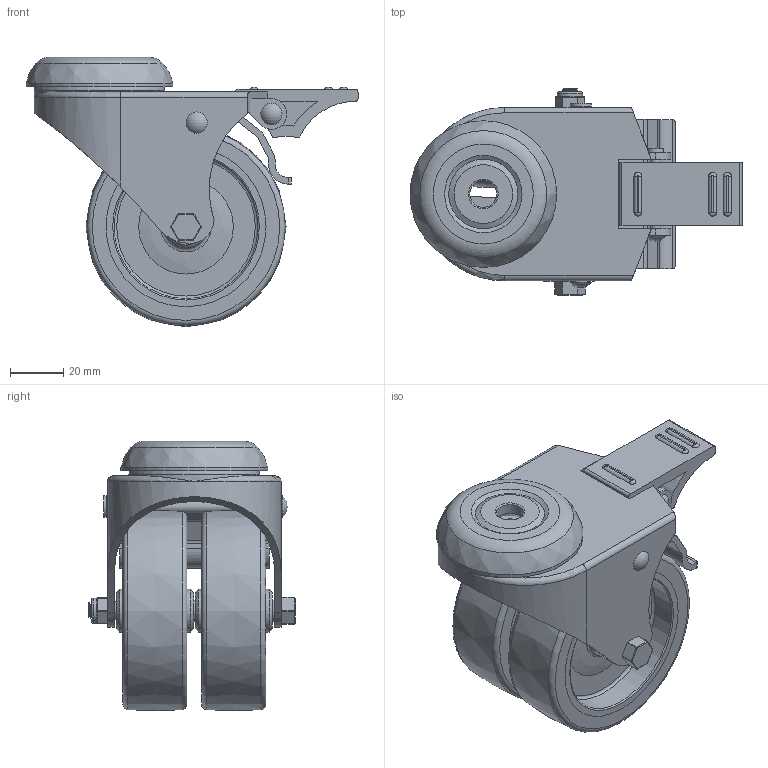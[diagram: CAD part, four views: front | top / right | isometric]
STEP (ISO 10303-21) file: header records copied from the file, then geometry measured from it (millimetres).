
FILE_DESCRIPTION(/* description */ (''),/* implementation_level */ '2;1');
FILE_NAME(/* name */ '2BZA75VGRBH10SWB.step',/* time_stamp */ '2025-06-06T12:13:34+01:00',/* author */ (''),/* organization */ (''),/* preprocessor_version */ 'ST-DEVELOPER v20.1',/* originating_system */ 'Autodesk Translation Framework v14.10.0.0',/* authorisation */ '');
FILE_SCHEMA (('AUTOMOTIVE_DESIGN { 1 0 10303 214 3 1 1 }'));
Length unit declared in the file: millimetre
Products named in the file (21): 2BZA75VGRBH10SWB; 2BZA75ASBH10SWB v1; ZINC PLATED FORKS; ZINC PLATED FORKS Geometry; BOLT; BOLT2; BRAKE PEDAL; BRAKE PAD; ZINC PLATED TOP PLATE; BZL75WVGR8 v1; POLYPROPYLENE RIM; THERMOPLASTIC RUBBER TYRE; BZL75WVGR8 v1 (1); POLYPROPYLENE RIM (1); THERMOPLASTIC RUBBER TYRE (1); 2BZABN75 v2; ZINC PLATED BOLT; NYLOCM6Z v1; NYLOC THIN NUT; NUT; SEAL
Assembly tree (20 placements, depth 4):
  2BZA75VGRBH10SWB
    2BZA75ASBH10SWB v1
      ZINC PLATED FORKS
        ZINC PLATED FORKS Geometry
        BOLT
        BOLT2
      BRAKE PEDAL
      BRAKE PAD
      ZINC PLATED TOP PLATE
    BZL75WVGR8 v1
      POLYPROPYLENE RIM
      THERMOPLASTIC RUBBER TYRE
    BZL75WVGR8 v1 (1)
      POLYPROPYLENE RIM (1)
      THERMOPLASTIC RUBBER TYRE (1)
    2BZABN75 v2
      ZINC PLATED BOLT
    NYLOCM6Z v1
      NYLOC THIN NUT
        NUT
        SEAL
Bounding box: 124.5 x 77.25 x 101 mm (x, y, z)
Volume: 187665.5 mm3; surface area: 106989.1 mm2
Topology: 13 solids, 13 shells, 371 faces, 862 edges, 546 vertices
Faces by surface type: plane 146, cylinder 139, torus 35, bspline 23, sphere 14, cone 14
Full cylindrical faces by diameter (mm): 3 x1, 4 x5, 4.744 x2, 5 x5, 5.884 x5, 6 x3, 6.1 x1, 7 x2, 8 x2, 8.1 x1, 8.4 x2, 8.5 x1, 9.5 x1, 10.1 x1, 13 x2, 16 x4, 22.211 x2, 43 x1, 44 x1, 49 x1, 51 x1, 54 x4, 55 x1, 60 x4
Entity records: 14355 total; most frequent: CARTESIAN_POINT 5084, DIRECTION 1974, ORIENTED_EDGE 1724, EDGE_CURVE 862, AXIS2_PLACEMENT_3D 787, VERTEX_POINT 546, EDGE_LOOP 436, LINE 400
